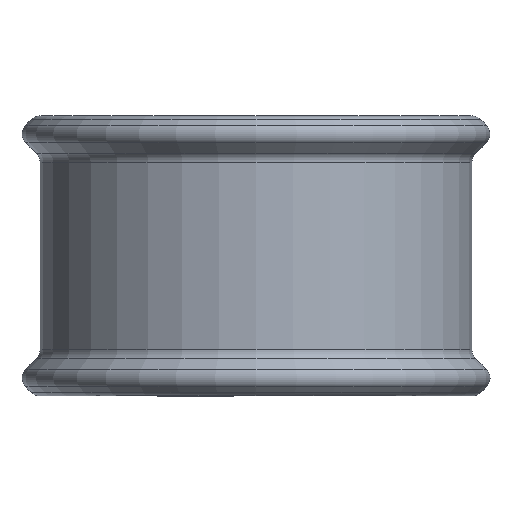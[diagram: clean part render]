
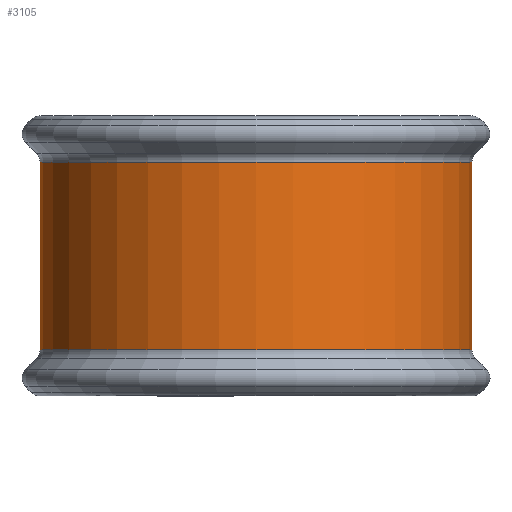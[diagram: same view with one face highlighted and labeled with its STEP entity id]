
A CAD part, front view. The second image highlights one B-rep face of the part: STEP entity #3105.
In plain terms, the highlighted cylindrical face has radius 13.297 mm (diameter 26.594 mm), a partial arc.
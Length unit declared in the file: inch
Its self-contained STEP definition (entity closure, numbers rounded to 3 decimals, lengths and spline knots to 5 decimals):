
#74 = DIRECTION ( 'NONE',  ( 0., 0., -1. ) ) ;
#99 = CARTESIAN_POINT ( 'NONE',  ( 0.4685, -0.4135, 0.22729 ) ) ;
#120 = VERTEX_POINT ( 'NONE', #5053 ) ;
#438 = VERTEX_POINT ( 'NONE', #1861 ) ;
#606 = CARTESIAN_POINT ( 'NONE',  ( 0.4685, -0.4135, 0.22729 ) ) ;
#641 = CARTESIAN_POINT ( 'NONE',  ( 0.4685, -0.4135, -0.22729 ) ) ;
#749 = VECTOR ( 'NONE', #2018, 39.37008 ) ;
#870 = DIRECTION ( 'NONE',  ( 0., 0., -1. ) ) ;
#1017 = CIRCLE ( 'NONE', #2808, 0.5235 ) ;
#1108 = AXIS2_PLACEMENT_3D ( 'NONE', #1949, #74, #5274 ) ;
#1572 = EDGE_CURVE ( 'NONE', #1979, #120, #1017, .T. ) ;
#1861 = CARTESIAN_POINT ( 'NONE',  ( -0.055, -0.937, 0.22729 ) ) ;
#1928 = VECTOR ( 'NONE', #4863, 39.37008 ) ;
#1949 = CARTESIAN_POINT ( 'NONE',  ( 0.4685, -0.937, 0. ) ) ;
#1979 = VERTEX_POINT ( 'NONE', #641 ) ;
#2018 = DIRECTION ( 'NONE',  ( 0., 0., 1. ) ) ;
#2034 = DIRECTION ( 'NONE',  ( 0., 0., -1. ) ) ;
#2808 = AXIS2_PLACEMENT_3D ( 'NONE', #3702, #870, #4173 ) ;
#3105 = ADVANCED_FACE ( 'NONE', ( #4661 ), #5308, .T. ) ;
#3214 = EDGE_CURVE ( 'NONE', #3886, #438, #3774, .T. ) ;
#3359 = LINE ( 'NONE', #606, #1928 ) ;
#3466 = ORIENTED_EDGE ( 'NONE', *, *, #3214, .T. ) ;
#3657 = ORIENTED_EDGE ( 'NONE', *, *, #4978, .F. ) ;
#3702 = CARTESIAN_POINT ( 'NONE',  ( 0.4685, -0.937, -0.22729 ) ) ;
#3774 = CIRCLE ( 'NONE', #4304, 0.5235 ) ;
#3886 = VERTEX_POINT ( 'NONE', #99 ) ;
#4173 = DIRECTION ( 'NONE',  ( -1., 0., 0. ) ) ;
#4304 = AXIS2_PLACEMENT_3D ( 'NONE', #4878, #2034, #5342 ) ;
#4312 = ORIENTED_EDGE ( 'NONE', *, *, #1572, .F. ) ;
#4385 = LINE ( 'NONE', #5816, #749 ) ;
#4661 = FACE_OUTER_BOUND ( 'NONE', #4836, .T. ) ;
#4836 = EDGE_LOOP ( 'NONE', ( #5084, #3466, #3657, #4312 ) ) ;
#4863 = DIRECTION ( 'NONE',  ( 0., 0., 1. ) ) ;
#4878 = CARTESIAN_POINT ( 'NONE',  ( 0.4685, -0.937, 0.22729 ) ) ;
#4978 = EDGE_CURVE ( 'NONE', #120, #438, #4385, .T. ) ;
#5053 = CARTESIAN_POINT ( 'NONE',  ( -0.055, -0.937, -0.22729 ) ) ;
#5084 = ORIENTED_EDGE ( 'NONE', *, *, #5703, .T. ) ;
#5274 = DIRECTION ( 'NONE',  ( -1., 0., 0. ) ) ;
#5308 = CYLINDRICAL_SURFACE ( 'NONE', #1108, 0.5235 ) ;
#5342 = DIRECTION ( 'NONE',  ( -1., 0., 0. ) ) ;
#5703 = EDGE_CURVE ( 'NONE', #1979, #3886, #3359, .T. ) ;
#5816 = CARTESIAN_POINT ( 'NONE',  ( -0.055, -0.937, 0.22729 ) ) ;
